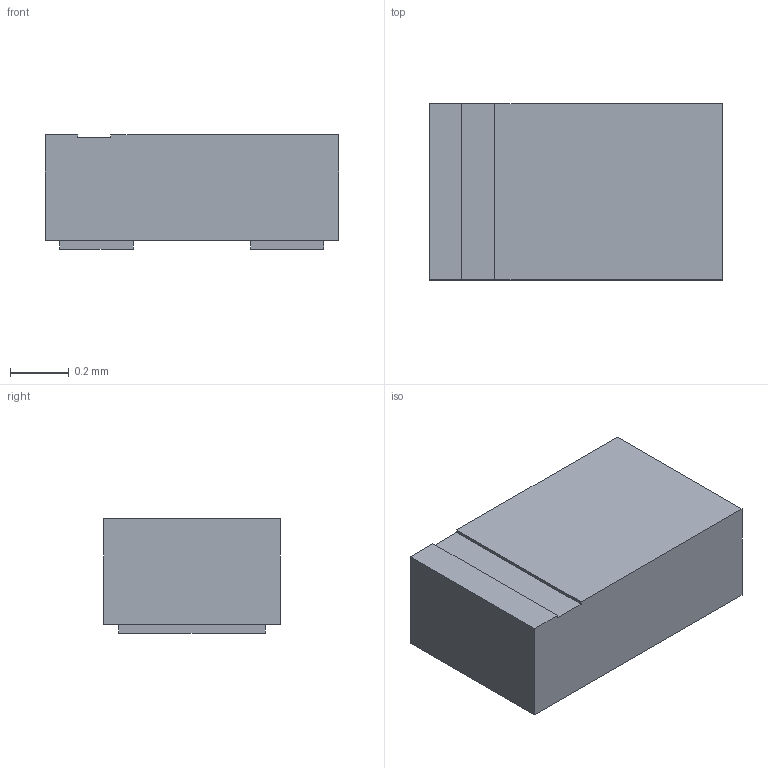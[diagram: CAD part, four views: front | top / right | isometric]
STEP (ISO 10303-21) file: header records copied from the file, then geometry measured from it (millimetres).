
FILE_DESCRIPTION (( 'STEP AP214' ), '1' );
FILE_NAME ('X1SON-2_L1.0-W0.6-P0.65-RD.step', '2022-07-26T09:39:45', ( '' ), ( '' ), 'SwSTEP 2.0', 'SolidWorks 2020', '' );
FILE_SCHEMA (( 'AUTOMOTIVE_DESIGN' ));
Length unit declared in the file: millimetre
Products named in the file (1): X1SON-2_L1.0-W0.6-P0.65-RD
Bounding box: 1 x 0.6 x 0.39 mm (x, y, z)
Volume: 0.2 mm3; surface area: 2.5 mm2
Topology: 14 solids, 14 shells, 310 faces, 819 edges, 546 vertices
Faces by surface type: plane 198, bspline 112
Entity records: 14330 total; most frequent: CARTESIAN_POINT 3834, ORIENTED_EDGE 1638, DIRECTION 987, EDGE_CURVE 819, LINE 589, VECTOR 589, VERTEX_POINT 546, EDGE_LOOP 331
